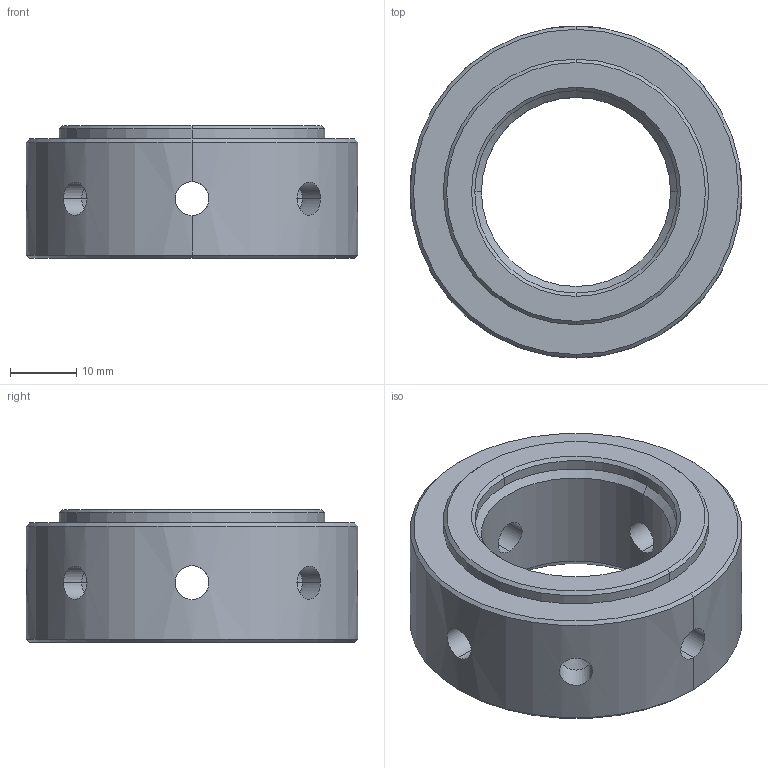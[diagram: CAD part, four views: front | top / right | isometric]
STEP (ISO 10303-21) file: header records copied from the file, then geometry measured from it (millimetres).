
FILE_DESCRIPTION (( 'STEP AP214' ), '1' );
FILE_NAME ('RN30W-Rollco.step', '2023-04-27T09:38:09', ( '' ), ( '' ), 'SwSTEP 2.0', 'SolidWorks 2010', '' );
FILE_SCHEMA (( 'AUTOMOTIVE_DESIGN' ));
Length unit declared in the file: millimetre
Products named in the file (1): RN30W-Rollco
Bounding box: 50 x 50 x 20 mm (x, y, z)
Volume: 23176.2 mm3; surface area: 8253.5 mm2
Topology: 1 solids, 1 shells, 63 faces, 164 edges, 92 vertices
Faces by surface type: cylinder 32, cone 28, plane 3
Entity records: 2600 total; most frequent: CARTESIAN_POINT 1096, DIRECTION 312, ORIENTED_EDGE 296, EDGE_CURVE 148, AXIS2_PLACEMENT_3D 124, VERTEX_POINT 92, EDGE_LOOP 78, LINE 64
